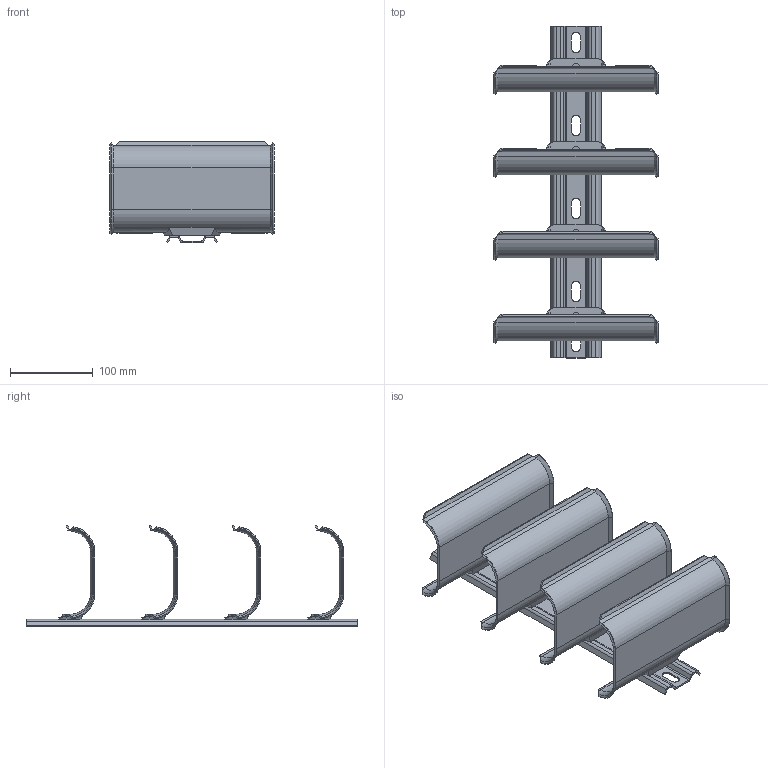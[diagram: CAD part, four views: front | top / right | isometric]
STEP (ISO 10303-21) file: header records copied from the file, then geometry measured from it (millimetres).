
FILE_DESCRIPTION((''),'2;1');
FILE_NAME('6006904_ASM','2014-10-30T',('AndreasKeweloh'),(''),'PRO/ENGINEER BY PARAMETRIC TECHNOLOGY CORPORATION, 2014000','PRO/ENGINEER BY PARAMETRIC TECHNOLOGY CORPORATION, 2014000','');
FILE_SCHEMA(('CONFIG_CONTROL_DESIGN'));
Length unit declared in the file: millimetre
Products named in the file (3): 068905_4-FACH; 046639_100; 6006904_ASM
Assembly tree (5 placements, depth 2):
  6006904_ASM
    068905_4-FACH
    046639_100  x4
Bounding box: 198 x 400 x 122.46 mm (x, y, z)
Volume: 290127.3 mm3; surface area: 300020.2 mm2
Topology: 5 solids, 5 shells, 662 faces, 1692 edges, 1076 vertices
Faces by surface type: plane 360, cylinder 190, cone 48, bspline 32, torus 16, extrusion 16
Entity records: 7553 total; most frequent: CARTESIAN_POINT 1867, ORIENTED_EDGE 1170, DIRECTION 1133, EDGE_CURVE 585, AXIS2_PLACEMENT_3D 387, VERTEX_POINT 365, VECTOR 359, LINE 355
